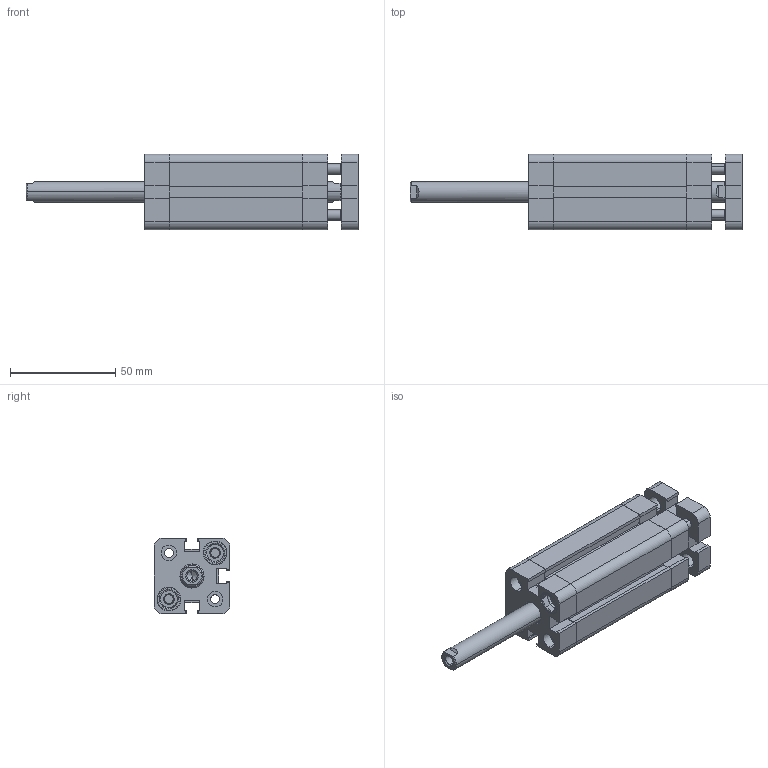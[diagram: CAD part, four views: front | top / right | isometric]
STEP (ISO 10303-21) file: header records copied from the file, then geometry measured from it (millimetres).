
FILE_DESCRIPTION (( 'STEP AP214' ), '1' );
FILE_NAME ('SM_011_020_0050_NP.STEP', '2019-11-21T12:25:18', ( '' ), ( '' ), 'SwSTEP 2.0', 'SolidWorks 2019', '' );
FILE_SCHEMA (( 'AUTOMOTIVE_DESIGN' ));
Length unit declared in the file: millimetre
Products named in the file (27): Kopia Magnes^T³ok kpl_DTZPO_Magnes D020; Pr皻 blok.^DTZPO_D020; Kopia SMART - U. t硂czyska^Pokrywa prz骴 blok. obr kpl_DTZPO_U. t坥czyska - D020; socket set screw flat point_iso_ISO 4026 - M5 x 25-N; Kopia SMART - U. t硂ka lu焠a^T硂k kpl_DTZPO_U. t坥ka lu玭a - D020; Kopia Tuleja prowadzｹca^Pokrywa prz blok. obr kpl_DTZPO_Tuleja prowadz･ca - D020; Kopia SMART - U. t³oczyska^Pokrywa przód kpl_DTZPO_U. tˆoczyska - D020; Kopia SMART - U. typ Oring - pokrywa^Pokrywa przód kpl_DTZPO_U. typ Oring - D020; T³oczysko^DTZPO - 2_Tˆoczysko - D020; Œruba specjalna M8_M5^DTZPO; Kopia Pierœcieñ prowadz¹cy^T³ok kpl_DTZPO_Pier˜cieä prowadz¥cy D020; Kopia Pokrywa przód_Smart - Pok prz¢d - D020; socket head thin cap screw_din_DIN 7984 - M6 x 12 --- 9N; Kopia Pokrywa przód^Pokrywa przód blok. obr kpl_DTZPO_Smart - Pok prz¢d - zabez. przed obr. D020; Kopia SMART - U. t³oka S^T³ok kpl_DTZPO_U. tˆoka S - D020; socket head thin cap screw_din_DIN 7984 - M3 x 10 --- 8.5N; T硂k kpl^DTZPO_T坥k kpl - D020; Kopia Tuleja prowadz¹ca^Pokrywa przód kpl_DTZPO_Tuleja prowadz¥ca - D020; SM_011_020_0050_NP; Pokrywa przód blok. obr kpl^DTZPO_Pokrywa prz¢d kpl - zabez. przed obr. D020; Tuleja^DTZPO_Tuleja - D020; Kopia SMART - U. typ Oring - pokrywa^Pokrywa przód blok. obr kpl_DTZPO_U. typ Oring - D020; Kopia tulejka pod szpilkê^Pokrywa przód blok. obr kpl_DTZPO_D20; Kopia T硂k_T坥k - D020; T³oczysko^DTZPO_Tˆoczysko - D020; Pokrywa przód kpl^DTZPO_Pokrywa prz¢d kpl - D020; P³ytka prowadnika^DTZPO_Smart - Pok prz¢d - D020
Assembly tree (33 placements, depth 3):
  SM_011_020_0050_NP
    Pokrywa przód kpl^DTZPO_Pokrywa prz¢d kpl - D020
      Kopia Pokrywa przód_Smart - Pok prz¢d - D020
      Kopia SMART - U. typ Oring - pokrywa^Pokrywa przód kpl_DTZPO_U. typ Oring - D020
      Kopia Tuleja prowadz¹ca^Pokrywa przód kpl_DTZPO_Tuleja prowadz¥ca - D020
      Kopia SMART - U. t³oczyska^Pokrywa przód kpl_DTZPO_U. tˆoczyska - D020
    Tuleja^DTZPO_Tuleja - D020
    T硂k kpl^DTZPO_T坥k kpl - D020
      Kopia T硂k_T坥k - D020
      Kopia Magnes^T³ok kpl_DTZPO_Magnes D020
      Kopia Pierœcieñ prowadz¹cy^T³ok kpl_DTZPO_Pier˜cieä prowadz¥cy D020
      Kopia SMART - U. t硂ka lu焠a^T硂k kpl_DTZPO_U. t坥ka lu玭a - D020  x2
      Kopia SMART - U. t³oka S^T³ok kpl_DTZPO_U. tˆoka S - D020
    T³oczysko^DTZPO_Tˆoczysko - D020
    Œruba specjalna M8_M5^DTZPO  x4
    socket set screw flat point_iso_ISO 4026 - M5 x 25-N
    Pokrywa przód blok. obr kpl^DTZPO_Pokrywa prz¢d kpl - zabez. przed obr. D020
      Kopia Pokrywa przód^Pokrywa przód blok. obr kpl_DTZPO_Smart - Pok prz¢d - zabez. przed obr. D020
      Kopia SMART - U. typ Oring - pokrywa^Pokrywa przód blok. obr kpl_DTZPO_U. typ Oring - D020
      Kopia Tuleja prowadzｹca^Pokrywa prz blok. obr kpl_DTZPO_Tuleja prowadz･ca - D020
      Kopia SMART - U. t硂czyska^Pokrywa prz骴 blok. obr kpl_DTZPO_U. t坥czyska - D020
      Kopia tulejka pod szpilkê^Pokrywa przód blok. obr kpl_DTZPO_D20  x2
    T³oczysko^DTZPO - 2_Tˆoczysko - D020
    P³ytka prowadnika^DTZPO_Smart - Pok prz¢d - D020
    Pr皻 blok.^DTZPO_D020  x2
    socket head thin cap screw_din_DIN 7984 - M3 x 10 --- 8.5N  x2
    socket head thin cap screw_din_DIN 7984 - M6 x 12 --- 9N
Bounding box: 158 x 36 x 36 mm (x, y, z)
Volume: 94780.9 mm3; surface area: 61304.7 mm2
Topology: 31 solids, 31 shells, 995 faces, 2346 edges, 1475 vertices
Faces by surface type: plane 455, cylinder 270, cone 166, bspline 84, torus 20
Entity records: 29873 total; most frequent: CARTESIAN_POINT 9154, ORIENTED_EDGE 3978, DIRECTION 3971, EDGE_CURVE 1989, AXIS2_PLACEMENT_3D 1407, VERTEX_POINT 1281, LINE 1157, VECTOR 1157
